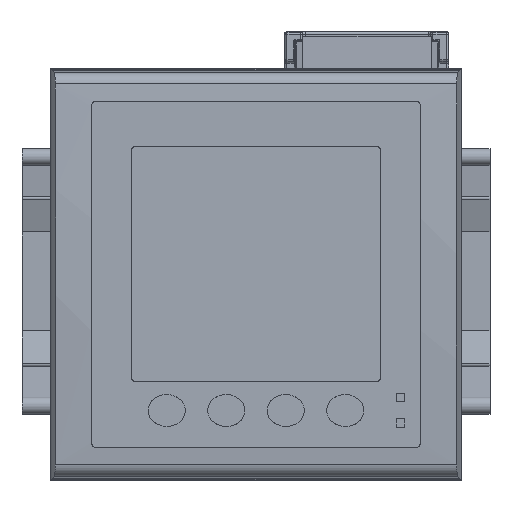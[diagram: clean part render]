
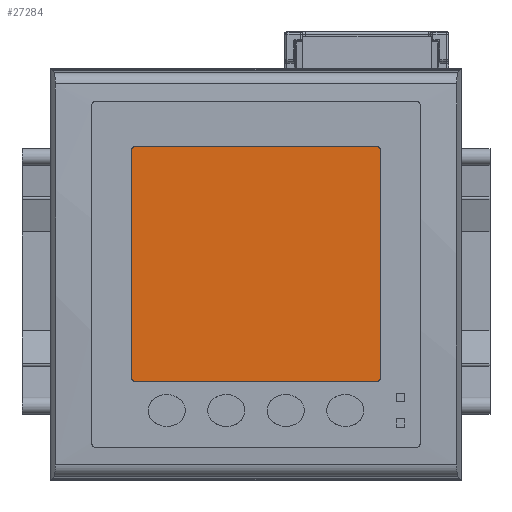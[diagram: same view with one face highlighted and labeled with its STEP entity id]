
A CAD part, top view. The second image highlights one B-rep face of the part: STEP entity #27284.
In plain terms, the highlighted planar face has unit normal (0, 0, 1).
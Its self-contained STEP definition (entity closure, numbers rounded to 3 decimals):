
#9802=CARTESIAN_POINT('',(19.96,24.21,86.));
#9803=DIRECTION('',(0.,0.,1.));
#9804=DIRECTION('',(-1.,0.,0.));
#9805=AXIS2_PLACEMENT_3D('',#9802,#9803,#9804);
#9810=DIRECTION('',(0.,-1.,0.));
#9811=VECTOR('',#9810,53.25);
#9812=CARTESIAN_POINT('',(18.96,77.46,86.));
#9813=LINE('',#9812,#9811);
#9817=CARTESIAN_POINT('',(19.96,77.46,86.));
#9818=DIRECTION('',(0.,0.,1.));
#9819=DIRECTION('',(0.,1.,0.));
#9820=AXIS2_PLACEMENT_3D('',#9817,#9818,#9819);
#9825=DIRECTION('',(-1.,0.,0.));
#9826=VECTOR('',#9825,56.8);
#9827=CARTESIAN_POINT('',(76.76,78.46,86.));
#9828=LINE('',#9827,#9826);
#9832=CARTESIAN_POINT('',(76.76,77.46,86.));
#9833=DIRECTION('',(0.,0.,1.));
#9834=DIRECTION('',(1.,0.,0.));
#9835=AXIS2_PLACEMENT_3D('',#9832,#9833,#9834);
#9840=DIRECTION('',(0.,1.,0.));
#9841=VECTOR('',#9840,53.25);
#9842=CARTESIAN_POINT('',(77.76,24.21,86.));
#9843=LINE('',#9842,#9841);
#9847=CARTESIAN_POINT('',(76.76,24.21,86.));
#9848=DIRECTION('',(0.,0.,1.));
#9849=DIRECTION('',(0.,-1.,0.));
#9850=AXIS2_PLACEMENT_3D('',#9847,#9848,#9849);
#9855=DIRECTION('',(1.,0.,0.));
#9856=VECTOR('',#9855,56.8);
#9857=CARTESIAN_POINT('',(19.96,23.21,86.));
#9858=LINE('',#9857,#9856);
#16315=CARTESIAN_POINT('',(18.96,24.21,86.));
#16316=CARTESIAN_POINT('',(19.96,23.21,86.));
#16317=VERTEX_POINT('',#16315);
#16318=VERTEX_POINT('',#16316);
#16319=CARTESIAN_POINT('',(76.76,23.21,86.));
#16320=VERTEX_POINT('',#16319);
#16321=CARTESIAN_POINT('',(77.76,24.21,86.));
#16322=VERTEX_POINT('',#16321);
#16323=CARTESIAN_POINT('',(77.76,77.46,86.));
#16324=VERTEX_POINT('',#16323);
#16325=CARTESIAN_POINT('',(76.76,78.46,86.));
#16326=VERTEX_POINT('',#16325);
#16327=CARTESIAN_POINT('',(19.96,78.46,86.));
#16328=VERTEX_POINT('',#16327);
#16329=CARTESIAN_POINT('',(18.96,77.46,86.));
#16330=VERTEX_POINT('',#16329);
#27269=CARTESIAN_POINT('',(0.,0.,86.));
#27270=DIRECTION('',(0.,0.,1.));
#27271=DIRECTION('',(1.,0.,0.));
#27272=AXIS2_PLACEMENT_3D('',#27269,#27270,#27271);
#27273=PLANE('',#27272);
#27274=ORIENTED_EDGE('',*,*,#27069,.F.);
#27275=ORIENTED_EDGE('',*,*,#27096,.F.);
#27276=ORIENTED_EDGE('',*,*,#27122,.F.);
#27277=ORIENTED_EDGE('',*,*,#27148,.F.);
#27278=ORIENTED_EDGE('',*,*,#27174,.F.);
#27279=ORIENTED_EDGE('',*,*,#27200,.F.);
#27280=ORIENTED_EDGE('',*,*,#27226,.F.);
#27281=ORIENTED_EDGE('',*,*,#27251,.F.);
#27282=EDGE_LOOP('',(#27274,#27275,#27276,#27277,#27278,#27279,#27280,#27281));
#27283=FACE_OUTER_BOUND('',#27282,.F.);
#9806=CIRCLE('',#9805,1.);
#9821=CIRCLE('',#9820,1.);
#9836=CIRCLE('',#9835,1.);
#9851=CIRCLE('',#9850,1.);
#27069=EDGE_CURVE('',#16317,#16318,#9806,.T.);
#27096=EDGE_CURVE('',#16330,#16317,#9813,.T.);
#27122=EDGE_CURVE('',#16328,#16330,#9821,.T.);
#27148=EDGE_CURVE('',#16326,#16328,#9828,.T.);
#27174=EDGE_CURVE('',#16324,#16326,#9836,.T.);
#27200=EDGE_CURVE('',#16322,#16324,#9843,.T.);
#27226=EDGE_CURVE('',#16320,#16322,#9851,.T.);
#27251=EDGE_CURVE('',#16318,#16320,#9858,.T.);
#27284=ADVANCED_FACE('',(#27283),#27273,.T.);
